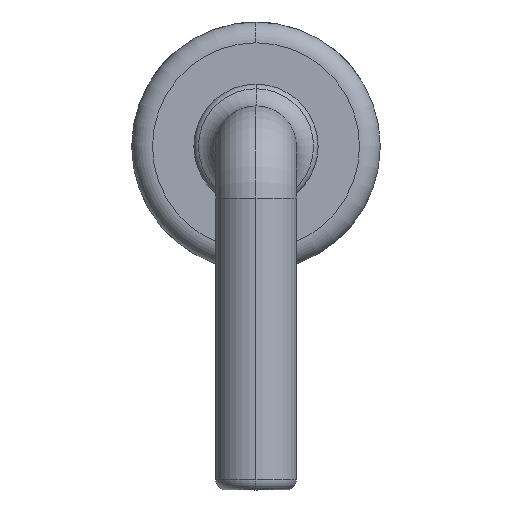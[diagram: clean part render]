
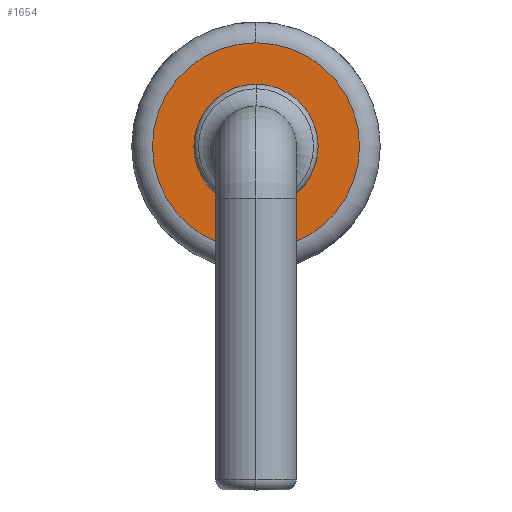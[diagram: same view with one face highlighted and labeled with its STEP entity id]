
A CAD part, left-side view. The second image highlights one B-rep face of the part: STEP entity #1654.
In plain terms, the highlighted planar face has unit normal (-1, 0, 0).
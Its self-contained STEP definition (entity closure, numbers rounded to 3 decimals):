
#262 = CARTESIAN_POINT ( 'NONE',  ( -1.85, 0., 2.32 ) ) ;
#322 = ORIENTED_EDGE ( 'NONE', *, *, #963, .F. ) ;
#402 = VERTEX_POINT ( 'NONE', #589 ) ;
#589 = CARTESIAN_POINT ( 'NONE',  ( -1.85, 0., 0.72 ) ) ;
#963 = EDGE_CURVE ( 'NONE', #3758, #402, #4525, .T. ) ;
#1320 = AXIS2_PLACEMENT_3D ( 'NONE', #5501, #2723, #5954 ) ;
#1544 = FACE_OUTER_BOUND ( 'NONE', #1577, .T. ) ;
#1577 = EDGE_LOOP ( 'NONE', ( #1956, #5495 ) ) ;
#1654 = ADVANCED_FACE ( 'NONE', ( #1544, #2772 ), #2732, .F. ) ;
#1712 = CARTESIAN_POINT ( 'NONE',  ( -1.85, 0., 1.32 ) ) ;
#1956 = ORIENTED_EDGE ( 'NONE', *, *, #2767, .T. ) ;
#1961 = VERTEX_POINT ( 'NONE', #2569 ) ;
#1969 = EDGE_CURVE ( 'NONE', #402, #3758, #4228, .T. ) ;
#2175 = DIRECTION ( 'NONE',  ( 0., 0., -1. ) ) ;
#2193 = DIRECTION ( 'NONE',  ( -1., 0., 0. ) ) ;
#2569 = CARTESIAN_POINT ( 'NONE',  ( -1.85, 0., 0.32 ) ) ;
#2594 = DIRECTION ( 'NONE',  ( -1., 0., 0. ) ) ;
#2684 = CARTESIAN_POINT ( 'NONE',  ( -1.85, 0., 1.92 ) ) ;
#2700 = AXIS2_PLACEMENT_3D ( 'NONE', #5517, #2750, #5980 ) ;
#2723 = DIRECTION ( 'NONE',  ( -1., 0., 0. ) ) ;
#2732 = PLANE ( 'NONE',  #2700 ) ;
#2750 = DIRECTION ( 'NONE',  ( 1., 0., 0. ) ) ;
#2767 = EDGE_CURVE ( 'NONE', #1961, #4804, #4170, .T. ) ;
#2772 = FACE_BOUND ( 'NONE', #4906, .T. ) ;
#3314 = ORIENTED_EDGE ( 'NONE', *, *, #1969, .F. ) ;
#3758 = VERTEX_POINT ( 'NONE', #2684 ) ;
#3843 = AXIS2_PLACEMENT_3D ( 'NONE', #1712, #4926, #2175 ) ;
#4170 = CIRCLE ( 'NONE', #1320, 1. ) ;
#4228 = CIRCLE ( 'NONE', #5791, 0.6 ) ;
#4525 = CIRCLE ( 'NONE', #5494, 0.6 ) ;
#4804 = VERTEX_POINT ( 'NONE', #262 ) ;
#4906 = EDGE_LOOP ( 'NONE', ( #322, #3314 ) ) ;
#4926 = DIRECTION ( 'NONE',  ( -1., 0., 0. ) ) ;
#4948 = CARTESIAN_POINT ( 'NONE',  ( -1.85, 0., 1.32 ) ) ;
#5358 = CARTESIAN_POINT ( 'NONE',  ( -1.85, 0., 1.32 ) ) ;
#5415 = DIRECTION ( 'NONE',  ( 0., 0., -1. ) ) ;
#5494 = AXIS2_PLACEMENT_3D ( 'NONE', #4948, #2193, #5415 ) ;
#5495 = ORIENTED_EDGE ( 'NONE', *, *, #5981, .T. ) ;
#5501 = CARTESIAN_POINT ( 'NONE',  ( -1.85, 0., 1.32 ) ) ;
#5517 = CARTESIAN_POINT ( 'NONE',  ( -1.85, 0., 1.32 ) ) ;
#5778 = CIRCLE ( 'NONE', #3843, 1. ) ;
#5791 = AXIS2_PLACEMENT_3D ( 'NONE', #5358, #2594, #5820 ) ;
#5820 = DIRECTION ( 'NONE',  ( 0., 0., -1. ) ) ;
#5954 = DIRECTION ( 'NONE',  ( 0., 0., -1. ) ) ;
#5980 = DIRECTION ( 'NONE',  ( 0., 0., -1. ) ) ;
#5981 = EDGE_CURVE ( 'NONE', #4804, #1961, #5778, .T. ) ;
